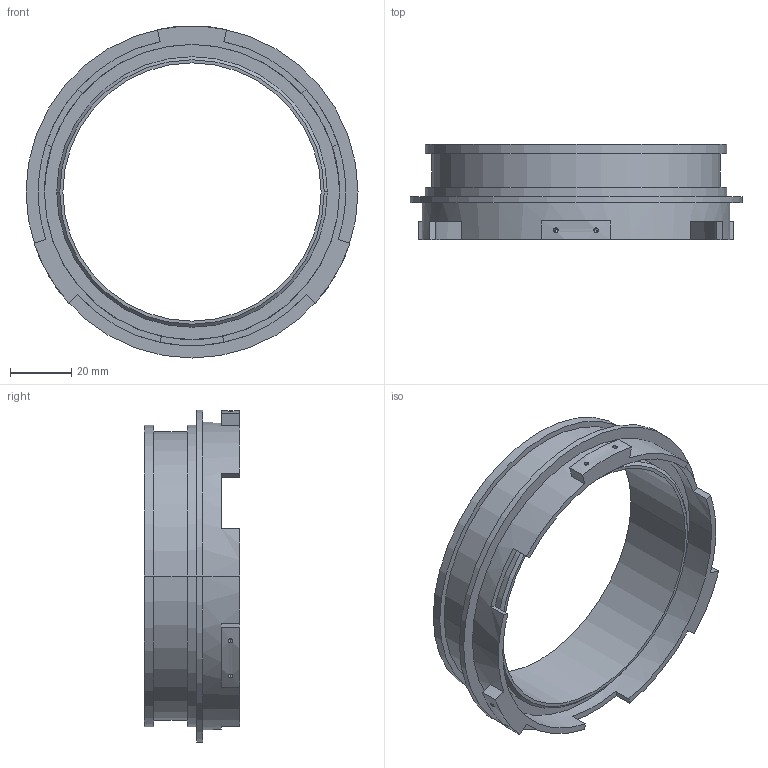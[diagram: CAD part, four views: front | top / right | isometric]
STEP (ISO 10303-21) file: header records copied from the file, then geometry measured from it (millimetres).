
FILE_DESCRIPTION (( 'STEP AP214' ), '1' );
FILE_NAME ('Part2.STEP', '2018-04-20T10:07:28', ( '' ), ( '' ), 'SwSTEP 2.0', 'SolidWorks 2017', '' );
FILE_SCHEMA (( 'AUTOMOTIVE_DESIGN' ));
Length unit declared in the file: millimetre
Products named in the file (1): Part2
Bounding box: 108 x 31 x 108 mm (x, y, z)
Volume: 48225.7 mm3; surface area: 28661.2 mm2
Topology: 1 solids, 1 shells, 73 faces, 184 edges, 112 vertices
Faces by surface type: cylinder 31, plane 28, cone 14
Entity records: 2294 total; most frequent: CARTESIAN_POINT 526, DIRECTION 378, ORIENTED_EDGE 344, EDGE_CURVE 172, AXIS2_PLACEMENT_3D 144, VERTEX_POINT 112, LINE 90, VECTOR 90
